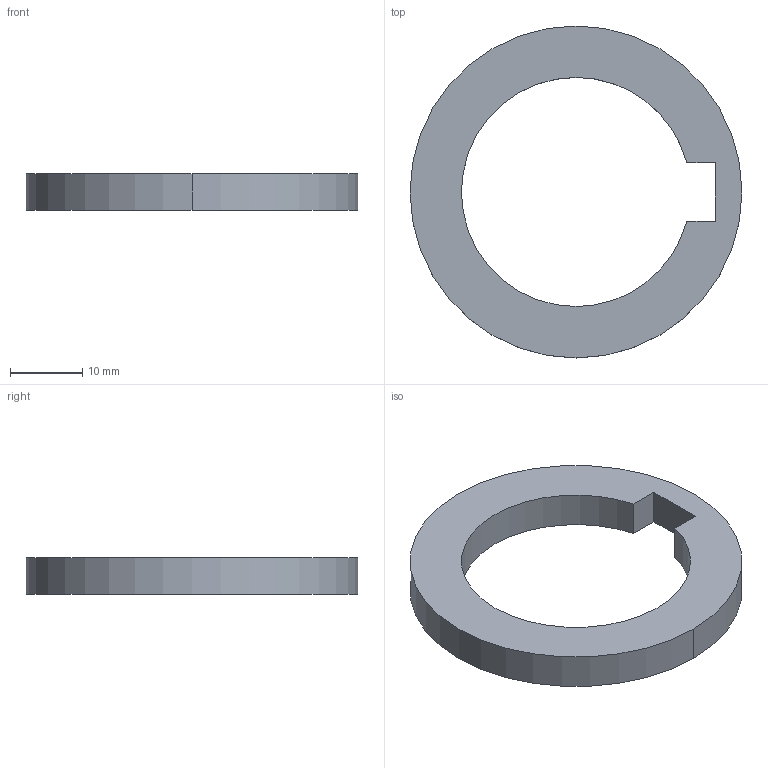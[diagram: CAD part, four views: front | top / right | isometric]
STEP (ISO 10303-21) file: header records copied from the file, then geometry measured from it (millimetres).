
FILE_DESCRIPTION((''),'2;1');
FILE_NAME('SC3175C_5','2018-09-05T',('ykawabe'),(''),'CREO PARAMETRIC BY PTC INC, 2016380','CREO PARAMETRIC BY PTC INC, 2016380','');
FILE_SCHEMA(('AUTOMOTIVE_DESIGN { 1 0 10303 214 1 1 1 1 }'));
Length unit declared in the file: millimetre
Products named in the file (1): SC3175C_5
Bounding box: 46 x 46 x 5 mm (x, y, z)
Volume: 4204.1 mm3; surface area: 2942.2 mm2
Topology: 1 solids, 1 shells, 8 faces, 22 edges, 16 vertices
Faces by surface type: plane 5, cylinder 3
Entity records: 515 total; most frequent: DIRECTION 58, CARTESIAN_POINT 53, ORIENTED_EDGE 44, PRESENTATION_STYLE_ASSIGNMENT 27, STYLED_ITEM 27, CURVE_STYLE 26, AXIS2_PLACEMENT_3D 23, EDGE_CURVE 22
